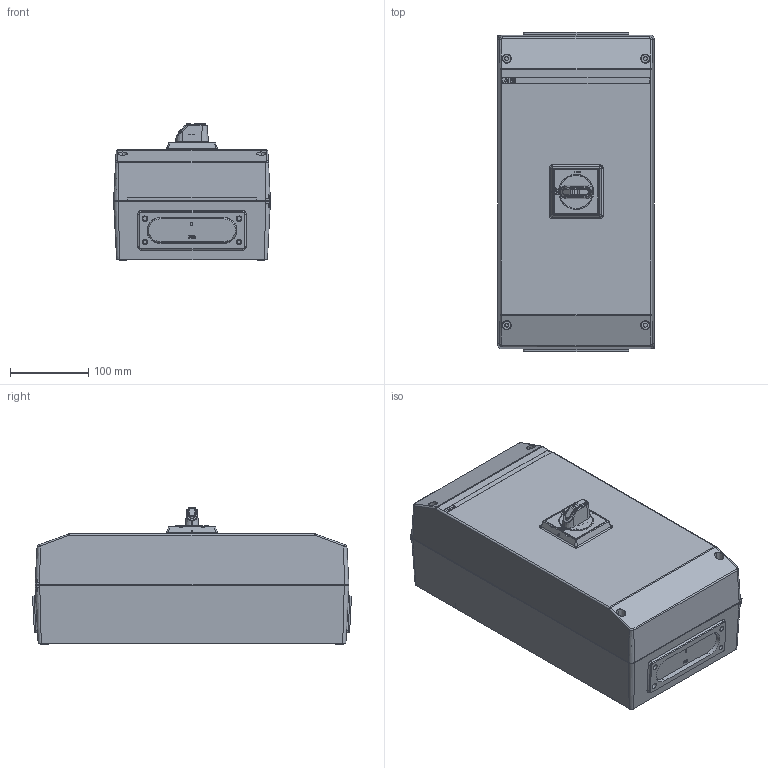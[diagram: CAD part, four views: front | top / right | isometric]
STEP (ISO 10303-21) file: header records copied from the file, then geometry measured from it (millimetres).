
FILE_DESCRIPTION((''),'2;1');
FILE_NAME('OTE75T3B_SR','2019-08-15T',('FIARHAN3'),(''),'CREO PARAMETRIC BY PTC INC, 2017480','CREO PARAMETRIC BY PTC INC, 2017480','');
FILE_SCHEMA(('AUTOMOTIVE_DESIGN { 1 0 10303 214 1 1 1 1 }'));
Products named in the file (1): OTE75T3B_SR
Bounding box: 200 x 406.52 x 174.6 mm (x, y, z)
Volume: 10734320.4 mm3; surface area: 394259 mm2
Topology: 1 solids, 89 shells, 3189 faces, 8585 edges, 5714 vertices
Faces by surface type: plane 2489, cylinder 415, cone 97, bspline 70, extrusion 62, torus 56
Entity records: 130406 total; most frequent: CARTESIAN_POINT 27651, ORIENTED_EDGE 17154, DIRECTION 15506, EDGE_CURVE 8577, VECTOR 6650, LINE 6588, VERTEX_POINT 5714, AXIS2_PLACEMENT_3D 4428
